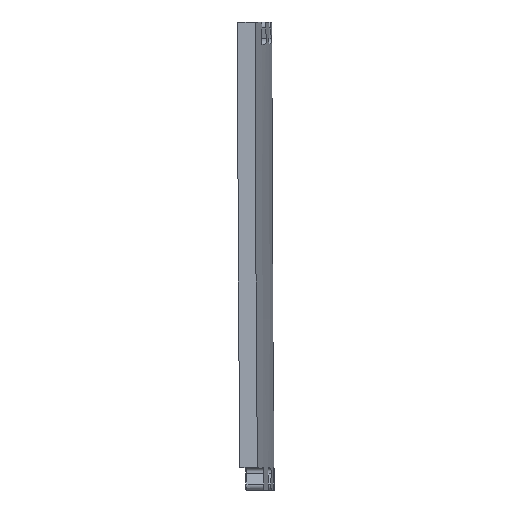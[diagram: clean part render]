
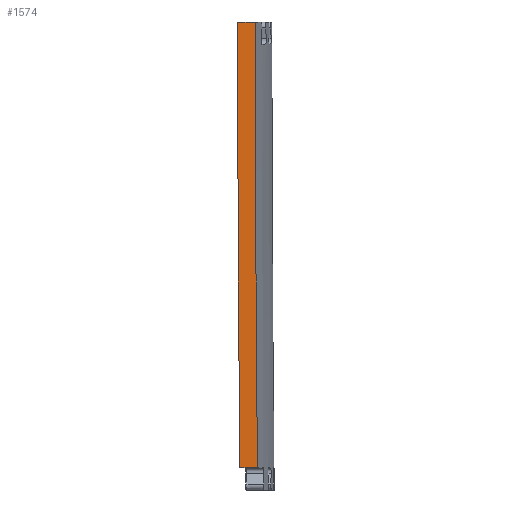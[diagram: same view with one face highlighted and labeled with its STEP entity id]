
A CAD part, left-side view. The second image highlights one B-rep face of the part: STEP entity #1574.
In plain terms, the highlighted planar face has unit normal (-1, 0, 0).
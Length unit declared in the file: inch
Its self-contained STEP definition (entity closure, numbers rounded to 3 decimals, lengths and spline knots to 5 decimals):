
#17=CIRCLE('',#1683,1000.);
#18=CIRCLE('',#1684,1000.3937);
#102=FACE_OUTER_BOUND('',#188,.T.);
#188=EDGE_LOOP('',(#1149,#1150,#1151,#1152));
#250=LINE('',#2368,#334);
#275=LINE('',#2909,#359);
#334=VECTOR('',#1784,0.3937);
#359=VECTOR('',#1861,0.3937);
#599=VERTEX_POINT('',#2358);
#600=VERTEX_POINT('',#2363);
#649=VERTEX_POINT('',#2906);
#650=VERTEX_POINT('',#2908);
#784=EDGE_CURVE('',#599,#600,#250,.T.);
#857=EDGE_CURVE('',#600,#649,#17,.T.);
#858=EDGE_CURVE('',#649,#650,#275,.T.);
#859=EDGE_CURVE('',#599,#650,#18,.T.);
#1149=ORIENTED_EDGE('',*,*,#784,.T.);
#1150=ORIENTED_EDGE('',*,*,#857,.T.);
#1151=ORIENTED_EDGE('',*,*,#858,.T.);
#1152=ORIENTED_EDGE('',*,*,#859,.F.);
#1510=PLANE('',#1682);
#1574=ADVANCED_FACE('',(#102),#1510,.T.);
#1682=AXIS2_PLACEMENT_3D('',#2905,#1857,#1858);
#1683=AXIS2_PLACEMENT_3D('',#2907,#1859,#1860);
#1684=AXIS2_PLACEMENT_3D('',#2910,#1862,#1863);
#1784=DIRECTION('',(0.,-1.,0.));
#1857=DIRECTION('center_axis',(-1.,0.,0.));
#1858=DIRECTION('ref_axis',(0.,0.,1.));
#1859=DIRECTION('center_axis',(1.,0.,0.));
#1860=DIRECTION('ref_axis',(0.,0.,-1.));
#1861=DIRECTION('',(0.,1.,0.));
#1862=DIRECTION('center_axis',(1.,0.,0.));
#1863=DIRECTION('ref_axis',(0.,0.,-1.));
#2358=CARTESIAN_POINT('',(-4.25,0.34619,-9.75));
#2363=CARTESIAN_POINT('',(-4.25,-0.04753,-9.75));
#2368=CARTESIAN_POINT('',(-4.25,0.4202,-9.75));
#2905=CARTESIAN_POINT('Origin',(-4.25,0.3937,0.));
#2906=CARTESIAN_POINT('',(-4.25,-0.00003,0.25));
#2907=CARTESIAN_POINT('Origin',(-4.25,-1000.,0.));
#2908=CARTESIAN_POINT('',(-4.25,0.39367,0.25));
#2909=CARTESIAN_POINT('',(-4.25,0.4202,0.25));
#2910=CARTESIAN_POINT('Origin',(-4.25,-1000.,0.));
